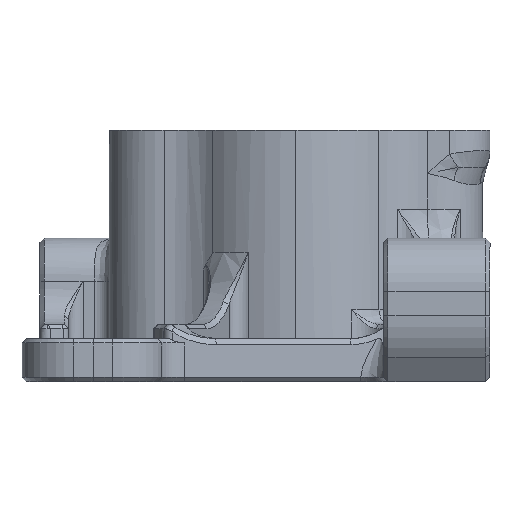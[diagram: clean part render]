
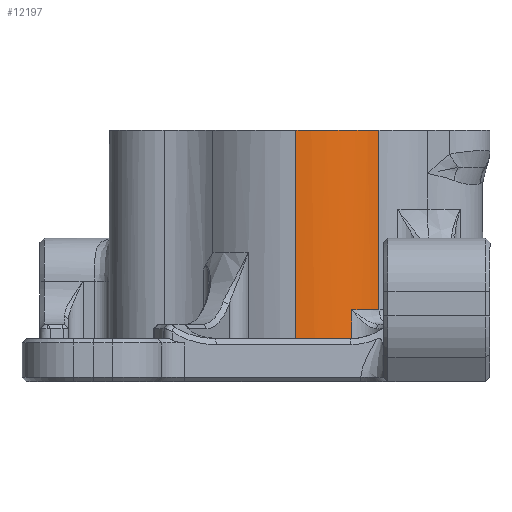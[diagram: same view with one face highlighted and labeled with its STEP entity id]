
A CAD part, left-side view. The second image highlights one B-rep face of the part: STEP entity #12197.
In plain terms, the highlighted cylindrical face has radius 8 mm (diameter 16 mm), a partial arc.
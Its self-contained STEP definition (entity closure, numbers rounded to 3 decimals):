
#428 = CARTESIAN_POINT ( 'NONE',  ( -6.935, -4.131, 17.5 ) ) ;
#1139 = VERTEX_POINT ( 'NONE', #7105 ) ;
#1568 = VERTEX_POINT ( 'NONE', #8909 ) ;
#2656 = DIRECTION ( 'NONE',  ( -1., 0., 0. ) ) ;
#4127 = VECTOR ( 'NONE', #11171, 1000. ) ;
#5173 = VERTEX_POINT ( 'NONE', #26202 ) ;
#6325 = CARTESIAN_POINT ( 'NONE',  ( -6.31, -5.034, 17.5 ) ) ;
#6576 = CARTESIAN_POINT ( 'NONE',  ( -8., 0., 0.3 ) ) ;
#7105 = CARTESIAN_POINT ( 'NONE',  ( -7., -3.874, 0.3 ) ) ;
#8677 = CARTESIAN_POINT ( 'NONE',  ( -7., -3.874, 17.5 ) ) ;
#8909 = CARTESIAN_POINT ( 'NONE',  ( -8., 0., 17.5 ) ) ;
#9399 = CIRCLE ( 'NONE', #15484, 8. ) ;
#9677 = CARTESIAN_POINT ( 'NONE',  ( -8., 0., 17.5 ) ) ;
#10333 = ORIENTED_EDGE ( 'NONE', *, *, #13504, .F. ) ;
#10632 = LINE ( 'NONE', #31177, #30648 ) ;
#10767 = ORIENTED_EDGE ( 'NONE', *, *, #12112, .T. ) ;
#11049 = CARTESIAN_POINT ( 'NONE',  ( 0., 0., 17.5 ) ) ;
#11171 = DIRECTION ( 'NONE',  ( 0., 0., 1. ) ) ;
#11835 = CARTESIAN_POINT ( 'NONE',  ( -5.533, -5.778, 17.5 ) ) ;
#12112 = EDGE_CURVE ( 'NONE', #13921, #1568, #18338, .T. ) ;
#12197 = ADVANCED_FACE ( 'NONE', ( #37146 ), #28505, .T. ) ;
#12302 = EDGE_LOOP ( 'NONE', ( #10767, #29458, #10333, #28170, #23367, #23641 ) ) ;
#12645 = AXIS2_PLACEMENT_3D ( 'NONE', #11049, #20321, #2656 ) ;
#13504 = EDGE_CURVE ( 'NONE', #1139, #20589, #15628, .T. ) ;
#13921 = VERTEX_POINT ( 'NONE', #22537 ) ;
#14404 = EDGE_CURVE ( 'NONE', #1139, #16240, #20655, .T. ) ;
#15484 = AXIS2_PLACEMENT_3D ( 'NONE', #25441, #37127, #34239 ) ;
#15628 = CIRCLE ( 'NONE', #19822, 8. ) ;
#16045 = CARTESIAN_POINT ( 'NONE',  ( -7., -3.874, 5. ) ) ;
#16240 = VERTEX_POINT ( 'NONE', #16045 ) ;
#18338 = B_SPLINE_CURVE_WITH_KNOTS ( 'NONE', 3,
 ( #11835, #6325, #428, #35269, #29126, #26066 ),
 .UNSPECIFIED., .F., .F.,
 ( 4, 2, 4 ),
 ( 0., 0.5, 1. ),
 .UNSPECIFIED. ) ;
#18789 = EDGE_CURVE ( 'NONE', #5173, #13921, #10632, .T. ) ;
#18834 = EDGE_CURVE ( 'NONE', #16240, #5173, #9399, .T. ) ;
#19784 = VECTOR ( 'NONE', #24281, 1000. ) ;
#19822 = AXIS2_PLACEMENT_3D ( 'NONE', #31090, #27629, #27438 ) ;
#20321 = DIRECTION ( 'NONE',  ( 0., 0., -1. ) ) ;
#20589 = VERTEX_POINT ( 'NONE', #6576 ) ;
#20655 = LINE ( 'NONE', #8677, #4127 ) ;
#21416 = LINE ( 'NONE', #9677, #19784 ) ;
#22200 = DIRECTION ( 'NONE',  ( 0., 0., 1. ) ) ;
#22537 = CARTESIAN_POINT ( 'NONE',  ( -5.533, -5.778, 17.5 ) ) ;
#23367 = ORIENTED_EDGE ( 'NONE', *, *, #18834, .T. ) ;
#23641 = ORIENTED_EDGE ( 'NONE', *, *, #18789, .T. ) ;
#24281 = DIRECTION ( 'NONE',  ( 0., 0., -1. ) ) ;
#25441 = CARTESIAN_POINT ( 'NONE',  ( 0., 0., 5. ) ) ;
#26066 = CARTESIAN_POINT ( 'NONE',  ( -8., 0., 17.5 ) ) ;
#26202 = CARTESIAN_POINT ( 'NONE',  ( -5.533, -5.778, 5. ) ) ;
#27438 = DIRECTION ( 'NONE',  ( 1., 0., 0. ) ) ;
#27629 = DIRECTION ( 'NONE',  ( 0., 0., -1. ) ) ;
#28170 = ORIENTED_EDGE ( 'NONE', *, *, #14404, .T. ) ;
#28505 = CYLINDRICAL_SURFACE ( 'NONE', #12645, 8. ) ;
#29126 = CARTESIAN_POINT ( 'NONE',  ( -8., -1.076, 17.5 ) ) ;
#29458 = ORIENTED_EDGE ( 'NONE', *, *, #29521, .T. ) ;
#29521 = EDGE_CURVE ( 'NONE', #1568, #20589, #21416, .T. ) ;
#30648 = VECTOR ( 'NONE', #22200, 1000. ) ;
#31090 = CARTESIAN_POINT ( 'NONE',  ( 0., 0., 0.3 ) ) ;
#31177 = CARTESIAN_POINT ( 'NONE',  ( -5.533, -5.778, 17.5 ) ) ;
#34239 = DIRECTION ( 'NONE',  ( -1., 0., 0. ) ) ;
#35269 = CARTESIAN_POINT ( 'NONE',  ( -7.78, -2.152, 17.5 ) ) ;
#37127 = DIRECTION ( 'NONE',  ( 0., 0., 1. ) ) ;
#37146 = FACE_OUTER_BOUND ( 'NONE', #12302, .T. ) ;
